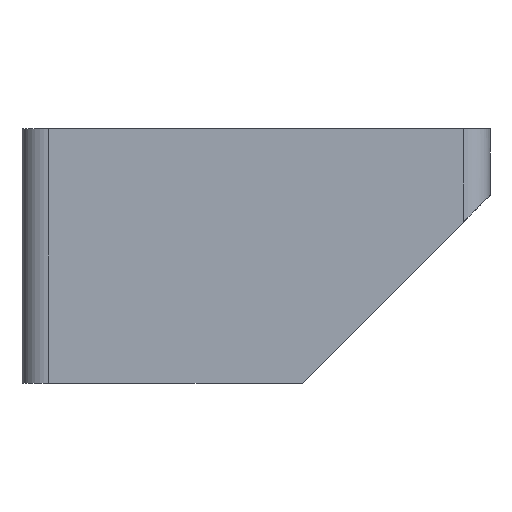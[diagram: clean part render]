
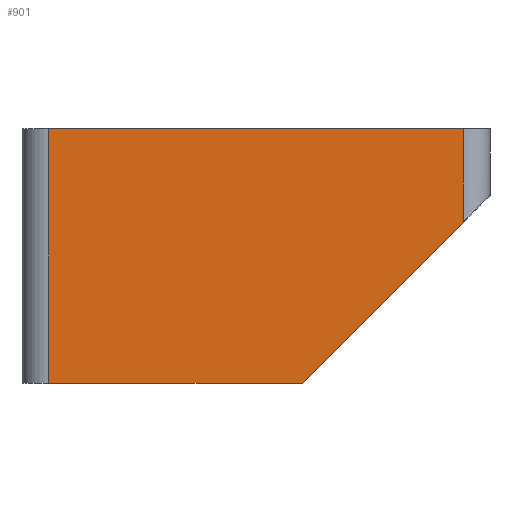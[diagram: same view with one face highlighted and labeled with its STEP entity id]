
A CAD part, left-side view. The second image highlights one B-rep face of the part: STEP entity #901.
In plain terms, the highlighted planar face has unit normal (-1, 0, 0).
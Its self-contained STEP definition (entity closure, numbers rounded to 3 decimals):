
#598=CARTESIAN_POINT('',(-6.2,26.953,0.));
#599=VERTEX_POINT('',#598);
#607=CARTESIAN_POINT('',(-6.2,-4.,0.));
#608=VERTEX_POINT('',#607);
#609=CARTESIAN_POINT('',(-6.2,26.953,0.));
#610=DIRECTION('',(-0.,-1.,0.));
#611=VECTOR('',#610,30.953);
#612=LINE('',#609,#611);
#613=EDGE_CURVE('',#599,#608,#612,.T.);
#863=CARTESIAN_POINT('',(-6.2,10.5,-15.));
#864=DIRECTION('',(-1.,0.,0.));
#865=DIRECTION('',(-0.,-1.,0.));
#866=AXIS2_PLACEMENT_3D('',#863,#864,#865);
#867=PLANE('',#866);
#868=ORIENTED_EDGE('',*,*,#613,.F.);
#869=CARTESIAN_POINT('',(-6.2,26.953,-19.));
#870=VERTEX_POINT('',#869);
#871=CARTESIAN_POINT('',(-6.2,26.953,0.));
#872=DIRECTION('',(-0.,-0.,-1.));
#873=VECTOR('',#872,19.);
#874=LINE('',#871,#873);
#875=EDGE_CURVE('',#599,#870,#874,.T.);
#876=ORIENTED_EDGE('',*,*,#875,.T.);
#877=CARTESIAN_POINT('',(-6.2,8.029,-19.));
#878=VERTEX_POINT('',#877);
#879=CARTESIAN_POINT('',(-6.2,26.953,-19.));
#880=DIRECTION('',(-0.,-1.,0.));
#881=VECTOR('',#880,18.924);
#882=LINE('',#879,#881);
#883=EDGE_CURVE('',#870,#878,#882,.T.);
#884=ORIENTED_EDGE('',*,*,#883,.T.);
#885=CARTESIAN_POINT('',(-6.2,-4.,-6.971));
#886=VERTEX_POINT('',#885);
#887=CARTESIAN_POINT('',(-6.2,8.029,-19.));
#888=DIRECTION('',(-0.,-0.707,0.707));
#889=VECTOR('',#888,17.011);
#890=LINE('',#887,#889);
#891=EDGE_CURVE('',#878,#886,#890,.T.);
#892=ORIENTED_EDGE('',*,*,#891,.T.);
#893=CARTESIAN_POINT('',(-6.2,-4.,-6.971));
#894=DIRECTION('',(0.,0.,1.));
#895=VECTOR('',#894,6.971);
#896=LINE('',#893,#895);
#897=EDGE_CURVE('',#886,#608,#896,.T.);
#898=ORIENTED_EDGE('',*,*,#897,.T.);
#899=EDGE_LOOP('',(#868,#876,#884,#892,#898));
#900=FACE_BOUND('',#899,.T.);
#901=ADVANCED_FACE('',(#900),#867,.T.);
